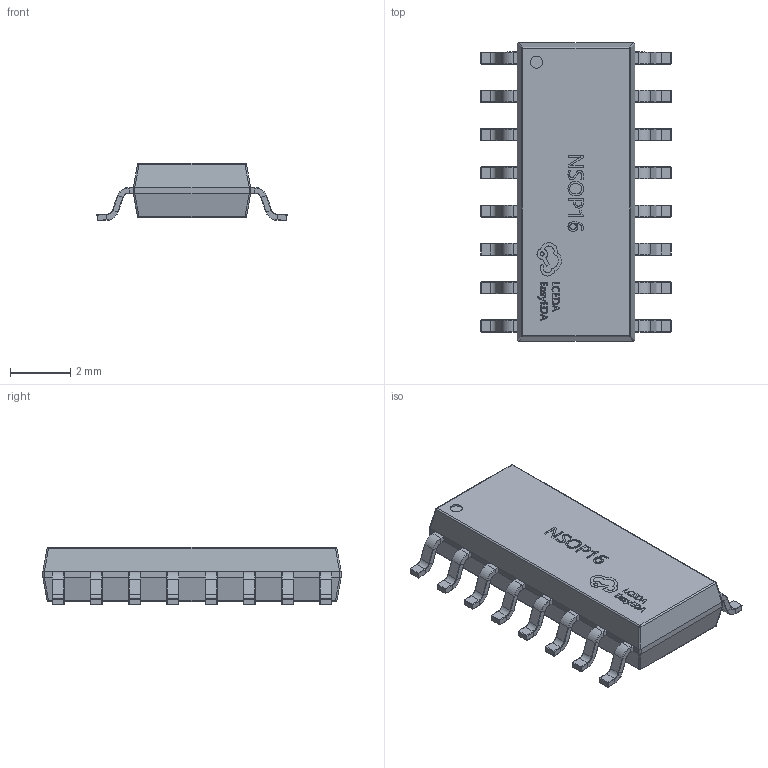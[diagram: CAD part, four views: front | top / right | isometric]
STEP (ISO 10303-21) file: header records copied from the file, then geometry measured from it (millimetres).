
FILE_DESCRIPTION(/* description */ ('STEP AP214'),/* implementation_level */ '2;1');
FILE_NAME(/* name */ 'NSOP-16.step',/* time_stamp */ '2024-11-11T11:56:19+08:00',/* author */ (''),/* organization */ (''),/* preprocessor_version */ 'ST-DEVELOPER v20',/* originating_system */ 'Autodesk Translation Framework v13.20.0.188',/* authorisation */ '');
FILE_SCHEMA (('AUTOMOTIVE_DESIGN { 1 0 10303 214 3 1 1 }'));
Length unit declared in the file: millimetre
Products named in the file (1): NSOP-16_L9.9-W3.9-H1.8-LS6.0-P1.27
Bounding box: 6.31 x 9.9 x 1.9 mm (x, y, z)
Volume: 68.4 mm3; surface area: 153.7 mm2
Topology: 30 solids, 30 shells, 1214 faces, 2755 edges, 1562 vertices
Faces by surface type: plane 519, cylinder 341, bspline 154, torus 128, sphere 72
Full cylindrical faces by diameter (mm): 0.4 x1
Entity records: 37608 total; most frequent: CARTESIAN_POINT 9928, DIRECTION 5499, ORIENTED_EDGE 5398, EDGE_CURVE 2699, AXIS2_PLACEMENT_3D 1963, LINE 1573, VECTOR 1573, VERTEX_POINT 1562
